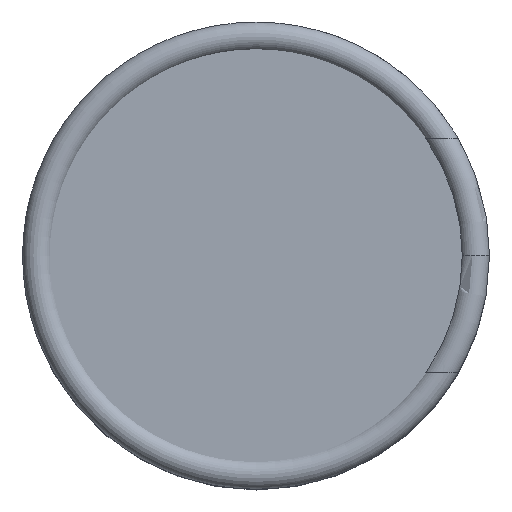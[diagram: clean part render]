
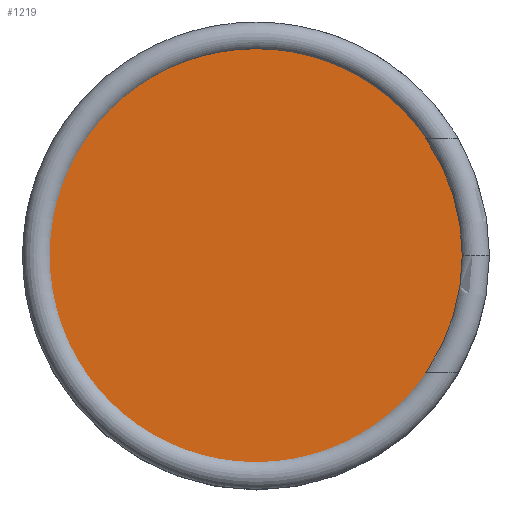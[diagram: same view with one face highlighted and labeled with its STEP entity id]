
A CAD part, top view. The second image highlights one B-rep face of the part: STEP entity #1219.
In plain terms, the highlighted planar face has unit normal (0, 0, 1).
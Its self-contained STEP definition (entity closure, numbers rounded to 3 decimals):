
#1190 = EDGE_CURVE('',#1191,#1191,#1193,.T.);
#1191 = VERTEX_POINT('',#1192);
#1192 = CARTESIAN_POINT('',(7.5,0.,14.75));
#1193 = CIRCLE('',#1194,7.5);
#1194 = AXIS2_PLACEMENT_3D('',#1195,#1196,#1197);
#1195 = CARTESIAN_POINT('',(0.,0.,14.75));
#1196 = DIRECTION('',(0.,0.,1.));
#1197 = DIRECTION('',(1.,0.,0.));
#1219 = ADVANCED_FACE('',(#1220),#1223,.T.);
#1220 = FACE_BOUND('',#1221,.T.);
#1221 = EDGE_LOOP('',(#1222));
#1222 = ORIENTED_EDGE('',*,*,#1190,.T.);
#1223 = PLANE('',#1224);
#1224 = AXIS2_PLACEMENT_3D('',#1225,#1226,#1227);
#1225 = CARTESIAN_POINT('',(0.,0.,14.75));
#1226 = DIRECTION('',(0.,0.,1.));
#1227 = DIRECTION('',(1.,0.,0.));
